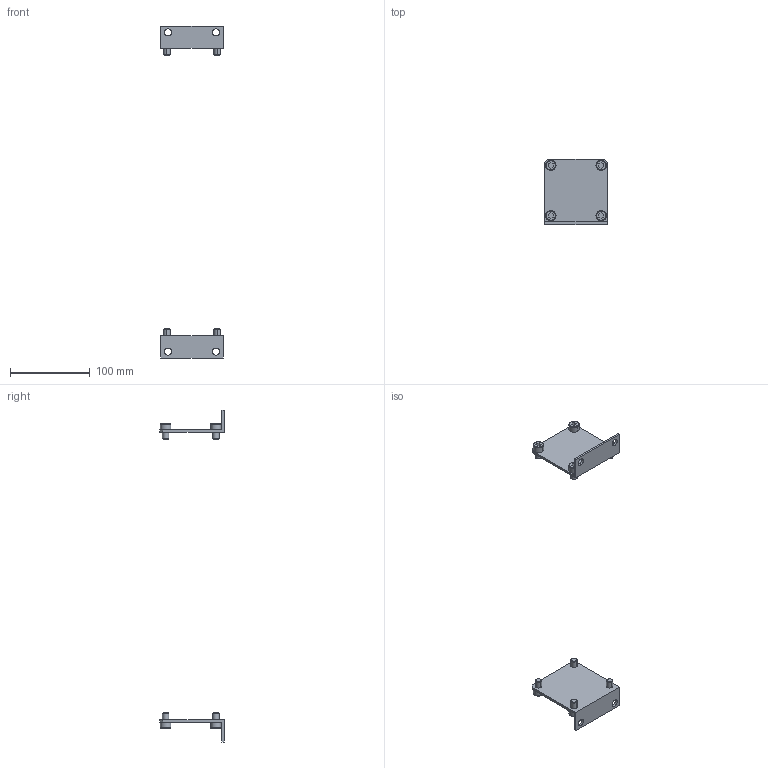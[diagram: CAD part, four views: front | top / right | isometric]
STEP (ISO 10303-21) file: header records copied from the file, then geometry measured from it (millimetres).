
FILE_DESCRIPTION(('STEP AP203'),'1');
FILE_NAME('equerres_1502-0001.stp','2018-10-24T21:20:39',('TraceParts'),('TraceParts S.A.'),'Spatial InterOp 3D',' ',' ');
FILE_SCHEMA(('CONFIG_CONTROL_DESIGN'));
Length unit declared in the file: millimetre
Products named in the file (1): 1
Bounding box: 78 x 81 x 416 mm (x, y, z)
Volume: 59782.6 mm3; surface area: 39911.7 mm2
Topology: 2 solids, 2 shells, 164 faces, 400 edges, 264 vertices
Faces by surface type: plane 92, cylinder 40, torus 16, cone 16
Entity records: 4916 total; most frequent: DIRECTION 884, CARTESIAN_POINT 830, ORIENTED_EDGE 800, EDGE_CURVE 400, AXIS2_PLACEMENT_3D 318, VERTEX_POINT 264, LINE 248, VECTOR 248
